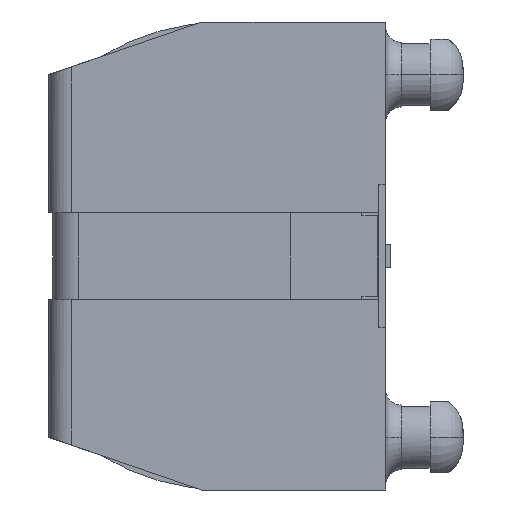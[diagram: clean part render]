
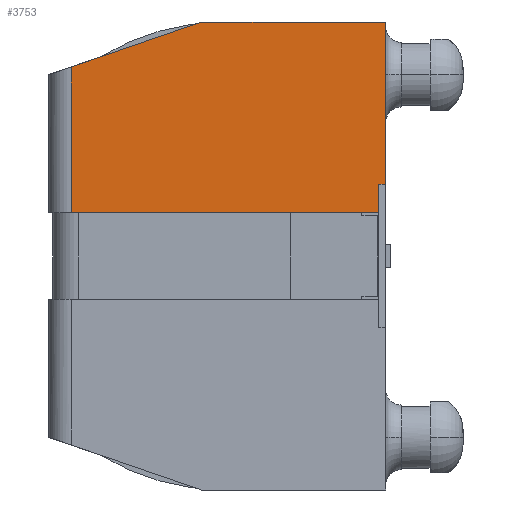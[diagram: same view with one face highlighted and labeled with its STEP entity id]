
A CAD part, left-side view. The second image highlights one B-rep face of the part: STEP entity #3753.
In plain terms, the highlighted planar face has unit normal (-1, 0.018, 0).
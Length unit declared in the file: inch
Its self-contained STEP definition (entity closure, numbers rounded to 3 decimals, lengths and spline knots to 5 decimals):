
#90 = LINE ( 'NONE', #6257, #4346 ) ;
#146 = VERTEX_POINT ( 'NONE', #4655 ) ;
#273 = DIRECTION ( 'NONE',  ( -0.017, -1., 0. ) ) ;
#374 = ORIENTED_EDGE ( 'NONE', *, *, #1433, .F. ) ;
#417 = VERTEX_POINT ( 'NONE', #2674 ) ;
#535 = VERTEX_POINT ( 'NONE', #897 ) ;
#897 = CARTESIAN_POINT ( 'NONE',  ( -1.50747, 0.5457, 0.075 ) ) ;
#912 = VERTEX_POINT ( 'NONE', #5022 ) ;
#1122 = DIRECTION ( 'NONE',  ( -0.017, -0.945, 0.326 ) ) ;
#1433 = EDGE_CURVE ( 'NONE', #535, #417, #2702, .T. ) ;
#1459 = LINE ( 'NONE', #3713, #2222 ) ;
#1498 = DIRECTION ( 'NONE',  ( -0.017, -1., 0. ) ) ;
#1734 = PLANE ( 'NONE',  #6094 ) ;
#1810 = LINE ( 'NONE', #2477, #5077 ) ;
#1819 = FACE_OUTER_BOUND ( 'NONE', #3859, .T. ) ;
#1847 = DIRECTION ( 'NONE',  ( -0.017, -1., 0. ) ) ;
#2222 = VECTOR ( 'NONE', #4758, 39.37008 ) ;
#2426 = EDGE_CURVE ( 'NONE', #146, #912, #1459, .T. ) ;
#2477 = CARTESIAN_POINT ( 'NONE',  ( -1.50679, 0.585, 0.075 ) ) ;
#2674 = CARTESIAN_POINT ( 'NONE',  ( -1.50747, 0.5457, 0.32849 ) ) ;
#2702 = LINE ( 'NONE', #4676, #5716 ) ;
#3119 = CARTESIAN_POINT ( 'NONE',  ( -1.51074, 0.35836, 0.393 ) ) ;
#3179 = EDGE_CURVE ( 'NONE', #417, #4913, #5018, .T. ) ;
#3677 = VECTOR ( 'NONE', #1122, 39.37008 ) ;
#3713 = CARTESIAN_POINT ( 'NONE',  ( -1.517, 0., -0.4065 ) ) ;
#3753 = ADVANCED_FACE ( 'NONE', ( #1819 ), #1734, .F. ) ;
#3815 = ORIENTED_EDGE ( 'NONE', *, *, #3179, .F. ) ;
#3859 = EDGE_LOOP ( 'NONE', ( #4245, #5399, #6026, #3815, #374 ) ) ;
#4030 = EDGE_CURVE ( 'NONE', #535, #912, #1810, .T. ) ;
#4245 = ORIENTED_EDGE ( 'NONE', *, *, #4030, .T. ) ;
#4275 = CARTESIAN_POINT ( 'NONE',  ( -1.51143, 0.31915, 0.4065 ) ) ;
#4346 = VECTOR ( 'NONE', #1847, 39.37008 ) ;
#4655 = CARTESIAN_POINT ( 'NONE',  ( -1.517, 0., 0.4065 ) ) ;
#4676 = CARTESIAN_POINT ( 'NONE',  ( -1.50747, 0.5457, 0.31496 ) ) ;
#4758 = DIRECTION ( 'NONE',  ( 0., 0., -1. ) ) ;
#4913 = VERTEX_POINT ( 'NONE', #4275 ) ;
#5018 = LINE ( 'NONE', #3119, #3677 ) ;
#5022 = CARTESIAN_POINT ( 'NONE',  ( -1.517, 0., 0.075 ) ) ;
#5077 = VECTOR ( 'NONE', #1498, 39.37008 ) ;
#5399 = ORIENTED_EDGE ( 'NONE', *, *, #2426, .F. ) ;
#5716 = VECTOR ( 'NONE', #6162, 39.37008 ) ;
#6026 = ORIENTED_EDGE ( 'NONE', *, *, #6407, .F. ) ;
#6094 = AXIS2_PLACEMENT_3D ( 'NONE', #6281, #6233, #273 ) ;
#6162 = DIRECTION ( 'NONE',  ( 0., 0., 1. ) ) ;
#6233 = DIRECTION ( 'NONE',  ( 1., -0.017, 0. ) ) ;
#6257 = CARTESIAN_POINT ( 'NONE',  ( -1.50679, 0.585, 0.4065 ) ) ;
#6281 = CARTESIAN_POINT ( 'NONE',  ( -1.50679, 0.585, -0.4065 ) ) ;
#6407 = EDGE_CURVE ( 'NONE', #4913, #146, #90, .T. ) ;
